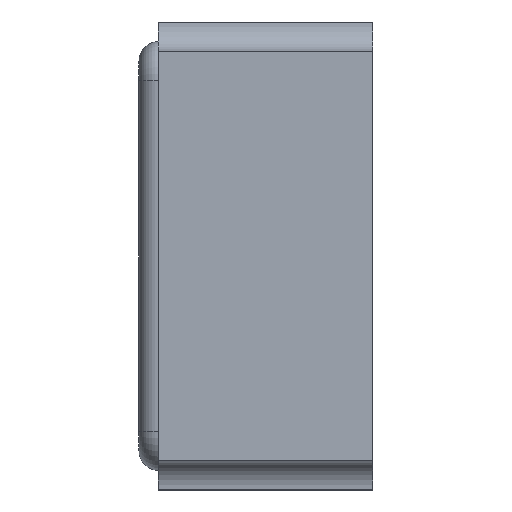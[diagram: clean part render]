
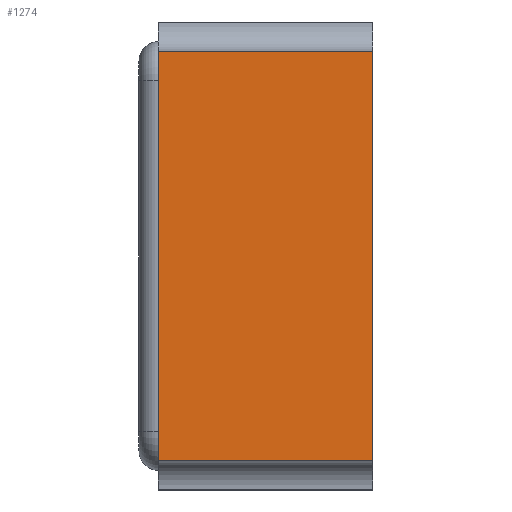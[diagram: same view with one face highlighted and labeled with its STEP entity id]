
A CAD part, left-side view. The second image highlights one B-rep face of the part: STEP entity #1274.
In plain terms, the highlighted planar face has unit normal (-1, 0, 0).
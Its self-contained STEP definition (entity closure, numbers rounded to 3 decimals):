
#3 = VERTEX_POINT ( 'NONE', #790 ) ;
#41 = LINE ( 'NONE', #326, #716 ) ;
#60 = LINE ( 'NONE', #630, #1126 ) ;
#64 = CARTESIAN_POINT ( 'NONE',  ( -1., 0., 0.525 ) ) ;
#93 = VECTOR ( 'NONE', #986, 1000. ) ;
#112 = CARTESIAN_POINT ( 'NONE',  ( -1., 0., -0.525 ) ) ;
#121 = VERTEX_POINT ( 'NONE', #184 ) ;
#184 = CARTESIAN_POINT ( 'NONE',  ( -1., 0.55, 0.525 ) ) ;
#288 = CARTESIAN_POINT ( 'NONE',  ( -1., 0.55, 0.6 ) ) ;
#316 = EDGE_CURVE ( 'NONE', #1152, #121, #60, .T. ) ;
#326 = CARTESIAN_POINT ( 'NONE',  ( -1., 0.55, 0.6 ) ) ;
#335 = EDGE_LOOP ( 'NONE', ( #1183, #639, #862, #1005 ) ) ;
#418 = DIRECTION ( 'NONE',  ( 0., -1., 0. ) ) ;
#487 = AXIS2_PLACEMENT_3D ( 'NONE', #288, #821, #808 ) ;
#509 = DIRECTION ( 'NONE',  ( 0., 1., 0. ) ) ;
#561 = CARTESIAN_POINT ( 'NONE',  ( -1., 0., 0.6 ) ) ;
#593 = FACE_OUTER_BOUND ( 'NONE', #335, .T. ) ;
#630 = CARTESIAN_POINT ( 'NONE',  ( -1., 0., 0.525 ) ) ;
#639 = ORIENTED_EDGE ( 'NONE', *, *, #316, .T. ) ;
#684 = EDGE_CURVE ( 'NONE', #907, #121, #41, .T. ) ;
#716 = VECTOR ( 'NONE', #1160, 1000. ) ;
#721 = PLANE ( 'NONE',  #487 ) ;
#790 = CARTESIAN_POINT ( 'NONE',  ( -1., 0., -0.525 ) ) ;
#808 = DIRECTION ( 'NONE',  ( 0., 0., -1. ) ) ;
#821 = DIRECTION ( 'NONE',  ( 1., 0., 0. ) ) ;
#862 = ORIENTED_EDGE ( 'NONE', *, *, #684, .F. ) ;
#907 = VERTEX_POINT ( 'NONE', #1009 ) ;
#986 = DIRECTION ( 'NONE',  ( 0., 0., 1. ) ) ;
#1005 = ORIENTED_EDGE ( 'NONE', *, *, #1115, .T. ) ;
#1009 = CARTESIAN_POINT ( 'NONE',  ( -1., 0.55, -0.525 ) ) ;
#1115 = EDGE_CURVE ( 'NONE', #907, #3, #1249, .T. ) ;
#1126 = VECTOR ( 'NONE', #509, 1000. ) ;
#1150 = LINE ( 'NONE', #561, #93 ) ;
#1152 = VERTEX_POINT ( 'NONE', #64 ) ;
#1160 = DIRECTION ( 'NONE',  ( 0., 0., 1. ) ) ;
#1164 = EDGE_CURVE ( 'NONE', #3, #1152, #1150, .T. ) ;
#1183 = ORIENTED_EDGE ( 'NONE', *, *, #1164, .T. ) ;
#1187 = VECTOR ( 'NONE', #418, 1000. ) ;
#1249 = LINE ( 'NONE', #112, #1187 ) ;
#1274 = ADVANCED_FACE ( 'NONE', ( #593 ), #721, .F. ) ;
